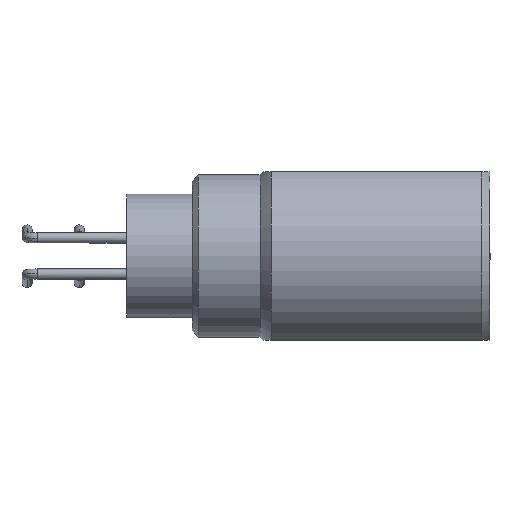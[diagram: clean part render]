
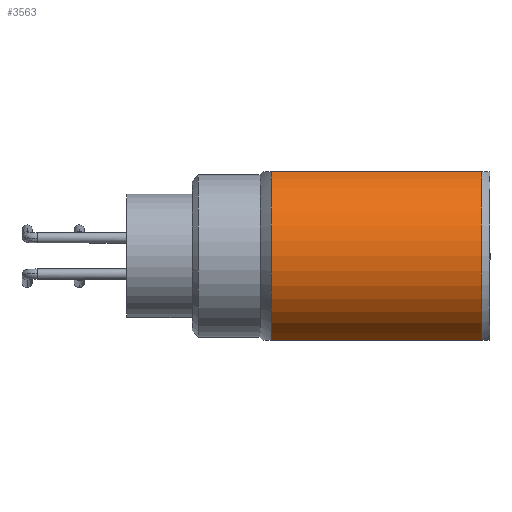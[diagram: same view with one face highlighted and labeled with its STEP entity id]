
A CAD part, top view. The second image highlights one B-rep face of the part: STEP entity #3563.
In plain terms, the highlighted cylindrical face has radius 4.5 mm (diameter 9 mm), a partial arc.
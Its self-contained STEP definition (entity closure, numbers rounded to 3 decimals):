
#3332=CARTESIAN_POINT('',(10.62,-4.1,8.105));
#3333=VERTEX_POINT('',#3332);
#3347=CARTESIAN_POINT('',(10.62,4.1,8.105));
#3348=VERTEX_POINT('',#3347);
#3349=CARTESIAN_POINT('',(10.62,0.,6.25));
#3350=DIRECTION('',(1.0,0.0,0.0));
#3351=DIRECTION('',(0.0,1.0,0.0));
#3352=AXIS2_PLACEMENT_3D('',#3349,#3350,#3351);
#3353=CIRCLE('',#3352,4.5);
#3354=EDGE_CURVE('',#3348,#3333,#3353,.T.);
#3407=CARTESIAN_POINT('',(20.87,-4.1,8.105));
#3408=VERTEX_POINT('',#3407);
#3424=CARTESIAN_POINT('',(10.62,-4.1,8.105));
#3425=DIRECTION('',(1.0,0.0,0.0));
#3426=VECTOR('',#3425,10.25);
#3427=LINE('',#3424,#3426);
#3428=EDGE_CURVE('',#3333,#3408,#3427,.T.);
#3486=CARTESIAN_POINT('',(20.87,4.1,8.105));
#3487=VERTEX_POINT('',#3486);
#3488=CARTESIAN_POINT('',(20.87,4.1,8.105));
#3489=DIRECTION('',(-1.0,0.0,0.0));
#3490=VECTOR('',#3489,10.25);
#3491=LINE('',#3488,#3490);
#3492=EDGE_CURVE('',#3487,#3348,#3491,.T.);
#3546=CARTESIAN_POINT('',(10.108,0.,6.25));
#3547=DIRECTION('',(1.0,0.,0.));
#3548=DIRECTION('',(0.0,1.0,0.0));
#3549=AXIS2_PLACEMENT_3D('',#3546,#3547,#3548);
#3550=CYLINDRICAL_SURFACE('',#3549,4.5);
#3551=ORIENTED_EDGE('',*,*,#3428,.T.);
#3552=CARTESIAN_POINT('',(20.87,0.,6.25));
#3553=DIRECTION('',(1.0,0.0,0.0));
#3554=DIRECTION('',(0.0,1.0,0.0));
#3555=AXIS2_PLACEMENT_3D('',#3552,#3553,#3554);
#3556=CIRCLE('',#3555,4.5);
#3557=EDGE_CURVE('',#3487,#3408,#3556,.T.);
#3558=ORIENTED_EDGE('',*,*,#3557,.F.);
#3559=ORIENTED_EDGE('',*,*,#3492,.T.);
#3560=ORIENTED_EDGE('',*,*,#3354,.T.);
#3561=EDGE_LOOP('',(#3551,#3558,#3559,#3560));
#3562=FACE_OUTER_BOUND('',#3561,.T.);
#3563=ADVANCED_FACE('',(#3562),#3550,.T.);
